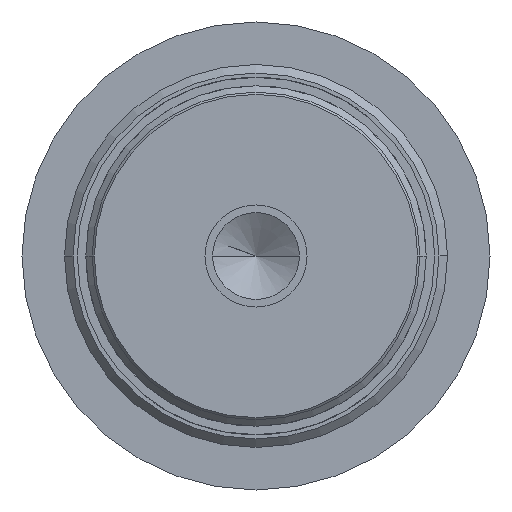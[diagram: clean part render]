
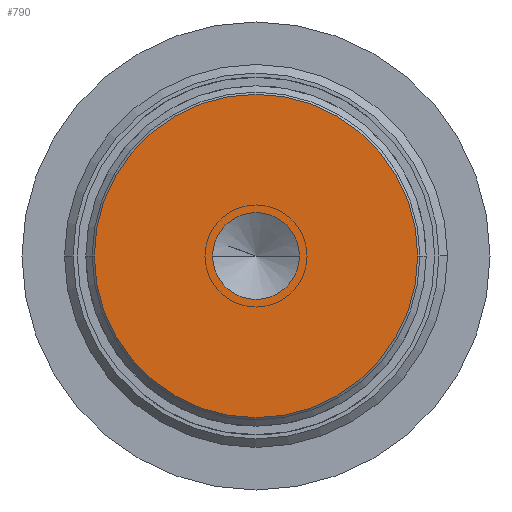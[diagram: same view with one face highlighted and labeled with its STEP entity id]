
A CAD part, front view. The second image highlights one B-rep face of the part: STEP entity #790.
In plain terms, the highlighted planar face has unit normal (0, -1, 0).
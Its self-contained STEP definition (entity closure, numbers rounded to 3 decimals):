
#227=CARTESIAN_POINT('',(0.,-252.,0.));
#228=DIRECTION('',(0.,1.,0.));
#229=DIRECTION('',(-1.,0.,0.));
#230=AXIS2_PLACEMENT_3D('',#227,#228,#229);
#232=CARTESIAN_POINT('',(0.,-252.,0.));
#233=DIRECTION('',(0.,1.,0.));
#234=DIRECTION('',(1.,0.,0.));
#235=AXIS2_PLACEMENT_3D('',#232,#233,#234);
#237=CARTESIAN_POINT('',(0.,-252.,0.));
#238=DIRECTION('',(0.,-1.,0.));
#239=DIRECTION('',(-1.,0.,0.));
#240=AXIS2_PLACEMENT_3D('',#237,#238,#239);
#242=CARTESIAN_POINT('',(0.,-252.,0.));
#243=DIRECTION('',(0.,-1.,0.));
#244=DIRECTION('',(1.,0.,0.));
#245=AXIS2_PLACEMENT_3D('',#242,#243,#244);
#543=CARTESIAN_POINT('',(-19.,-252.,0.));
#544=CARTESIAN_POINT('',(19.,-252.,0.));
#545=VERTEX_POINT('',#543);
#546=VERTEX_POINT('',#544);
#569=CARTESIAN_POINT('',(-5.1,-252.,0.));
#570=CARTESIAN_POINT('',(5.1,-252.,0.));
#571=VERTEX_POINT('',#569);
#572=VERTEX_POINT('',#570);
#775=CARTESIAN_POINT('',(0.,-252.,0.));
#776=DIRECTION('',(0.,1.,0.));
#777=DIRECTION('',(1.,0.,0.));
#778=AXIS2_PLACEMENT_3D('',#775,#776,#777);
#779=PLANE('',#778);
#780=ORIENTED_EDGE('',*,*,#757,.T.);
#781=ORIENTED_EDGE('',*,*,#742,.T.);
#782=EDGE_LOOP('',(#780,#781));
#783=FACE_OUTER_BOUND('',#782,.F.);
#785=ORIENTED_EDGE('',*,*,#784,.T.);
#787=ORIENTED_EDGE('',*,*,#786,.T.);
#788=EDGE_LOOP('',(#785,#787));
#789=FACE_BOUND('',#788,.F.);
#790=ADVANCED_FACE('',(#783,#789),#779,.F.);
#231=CIRCLE('',#230,19.);
#236=CIRCLE('',#235,19.);
#241=CIRCLE('',#240,5.1);
#246=CIRCLE('',#245,5.1);
#742=EDGE_CURVE('',#546,#545,#236,.T.);
#757=EDGE_CURVE('',#545,#546,#231,.T.);
#784=EDGE_CURVE('',#571,#572,#241,.T.);
#786=EDGE_CURVE('',#572,#571,#246,.T.);
